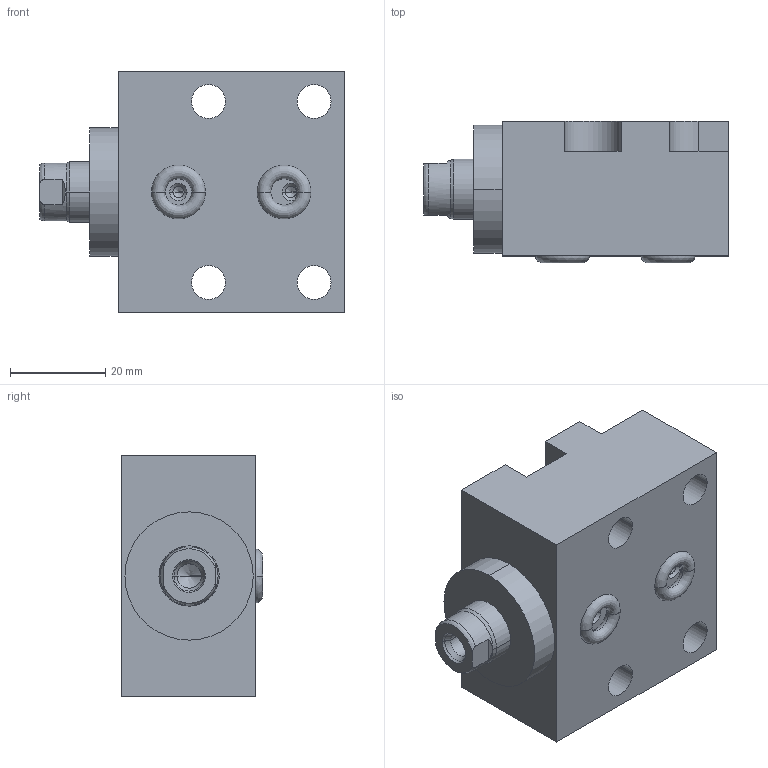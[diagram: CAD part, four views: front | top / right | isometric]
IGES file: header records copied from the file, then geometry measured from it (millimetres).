
Start section:  PTC IGES file: ilcm42112000.igs
Global section: file name: ilcm42112000.igs; native system: Creo Parametric by Parametric Technology Corporation; preprocessor: 2013320; author: maj; organization: Unknown; date: 20160415.152411; units: inch
Bounding box: 64.14 x 29.77 x 50.8 mm (x, y, z)
Surface area: 14425 mm2 (no closed solid volume)
Topology: 0 solids, 0 shells, 81 faces, 547 edges, 661 vertices
Faces by surface type: revolution 54, bspline 27
